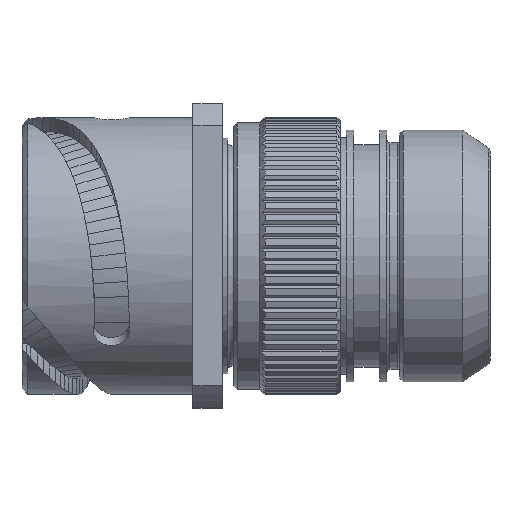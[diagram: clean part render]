
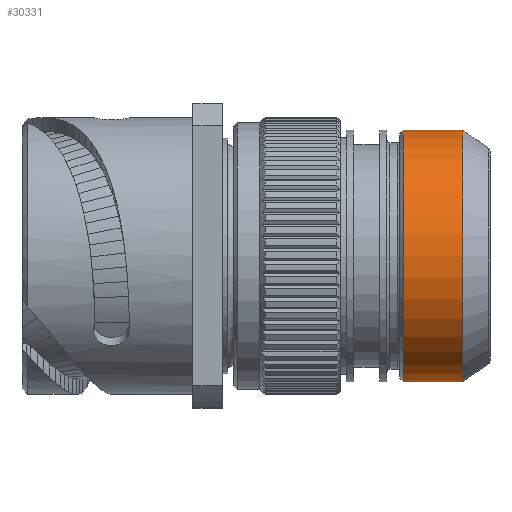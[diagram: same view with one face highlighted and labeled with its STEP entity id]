
A CAD part, top view. The second image highlights one B-rep face of the part: STEP entity #30331.
In plain terms, the highlighted cylindrical face has radius 17 mm (diameter 34 mm), a partial arc.
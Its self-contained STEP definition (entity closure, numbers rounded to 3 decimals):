
#7708=CARTESIAN_POINT('',(51.45,0.,0.));
#7709=DIRECTION('',(1.,0.,0.));
#7710=DIRECTION('',(0.,1.,0.));
#7711=AXIS2_PLACEMENT_3D('',#7708,#7709,#7710);
#7713=CARTESIAN_POINT('',(59.45,0.,0.));
#7714=DIRECTION('',(1.,0.,0.));
#7715=DIRECTION('',(0.,1.,0.));
#7716=AXIS2_PLACEMENT_3D('',#7713,#7714,#7715);
#7718=DIRECTION('',(-1.,0.,0.));
#7719=VECTOR('',#7718,8.);
#7720=CARTESIAN_POINT('',(59.45,17.,0.));
#7721=LINE('2620',#7720,#7719);
#7722=DIRECTION('',(-1.,0.,0.));
#7723=VECTOR('',#7722,8.);
#7724=CARTESIAN_POINT('',(59.45,-17.,0.));
#7725=LINE('2622',#7724,#7723);
#15633=CARTESIAN_POINT('',(59.45,17.,0.));
#15634=CARTESIAN_POINT('',(51.45,17.,0.));
#15635=VERTEX_POINT('',#15633);
#15636=VERTEX_POINT('',#15634);
#15641=CARTESIAN_POINT('',(59.45,-17.,0.));
#15642=CARTESIAN_POINT('',(51.45,-17.,0.));
#15643=VERTEX_POINT('',#15641);
#15644=VERTEX_POINT('',#15642);
#30317=CARTESIAN_POINT('',(50.34,0.,0.));
#30318=DIRECTION('',(1.,0.,0.));
#30319=DIRECTION('',(0.,-1.,0.));
#30320=AXIS2_PLACEMENT_3D('',#30317,#30318,#30319);
#30321=CYLINDRICAL_SURFACE('792',#30320,17.);
#30323=ORIENTED_EDGE('2620',*,*,#30322,.F.);
#30325=ORIENTED_EDGE('2626',*,*,#30324,.T.);
#30327=ORIENTED_EDGE('2622',*,*,#30326,.T.);
#30328=ORIENTED_EDGE('2640',*,*,#30303,.F.);
#30329=EDGE_LOOP('792',(#30323,#30325,#30327,#30328));
#30330=FACE_OUTER_BOUND('792',#30329,.F.);
#7712=CIRCLE('2640',#7711,17.);
#7717=CIRCLE('2626',#7716,17.);
#30303=EDGE_CURVE('2640',#15636,#15644,#7712,.T.);
#30322=EDGE_CURVE('2620',#15635,#15636,#7721,.T.);
#30324=EDGE_CURVE('2626',#15635,#15643,#7717,.T.);
#30326=EDGE_CURVE('2622',#15643,#15644,#7725,.T.);
#30331=ADVANCED_FACE('792',(#30330),#30321,.T.);
